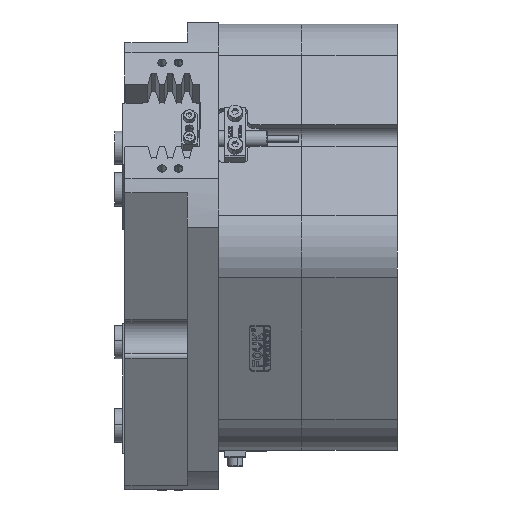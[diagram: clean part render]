
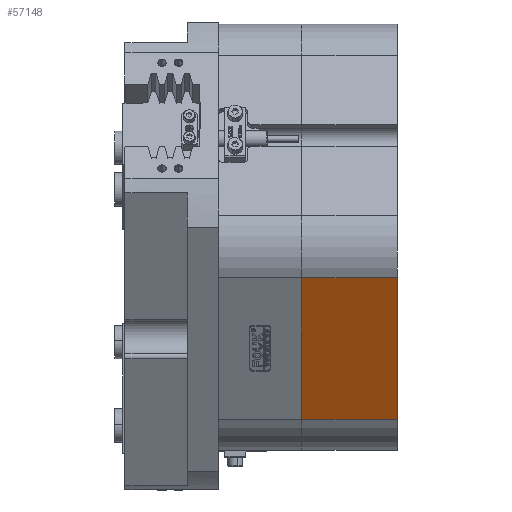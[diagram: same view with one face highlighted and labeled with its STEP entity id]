
A CAD part, left-side view. The second image highlights one B-rep face of the part: STEP entity #57148.
In plain terms, the highlighted face is planar.
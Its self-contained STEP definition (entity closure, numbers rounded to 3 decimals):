
#1818 = DIRECTION ( 'NONE',  ( 0.5, 0., -0.866 ) ) ;
#4649 = DIRECTION ( 'NONE',  ( 0., -1., 0. ) ) ;
#4770 = PLANE ( 'NONE',  #39223 ) ;
#5123 = CARTESIAN_POINT ( 'NONE',  ( 109.697, 0., 18. ) ) ;
#5371 = LINE ( 'NONE', #32228, #8969 ) ;
#5650 = CARTESIAN_POINT ( 'NONE',  ( 61.776, 0., 101. ) ) ;
#8598 = EDGE_CURVE ( 'NONE', #22336, #11978, #53437, .T. ) ;
#8969 = VECTOR ( 'NONE', #4649, 1000. ) ;
#9986 = VERTEX_POINT ( 'NONE', #31286 ) ;
#10625 = DIRECTION ( 'NONE',  ( 0., 1., 0. ) ) ;
#11919 = FACE_OUTER_BOUND ( 'NONE', #37932, .T. ) ;
#11978 = VERTEX_POINT ( 'NONE', #53804 ) ;
#14568 = VECTOR ( 'NONE', #43226, 1000. ) ;
#17424 = VECTOR ( 'NONE', #10625, 1000. ) ;
#19800 = VERTEX_POINT ( 'NONE', #5123 ) ;
#22336 = VERTEX_POINT ( 'NONE', #53155 ) ;
#23092 = DIRECTION ( 'NONE',  ( -0.5, 0., 0.866 ) ) ;
#23674 = EDGE_CURVE ( 'NONE', #19800, #11978, #28879, .T. ) ;
#24102 = CARTESIAN_POINT ( 'NONE',  ( 109.697, 46., 18. ) ) ;
#28879 = LINE ( 'NONE', #24102, #17424 ) ;
#31286 = CARTESIAN_POINT ( 'NONE',  ( 70.437, 0., 86. ) ) ;
#32228 = CARTESIAN_POINT ( 'NONE',  ( 70.437, 46., 86. ) ) ;
#32326 = ORIENTED_EDGE ( 'NONE', *, *, #23674, .T. ) ;
#32915 = ORIENTED_EDGE ( 'NONE', *, *, #51937, .T. ) ;
#37932 = EDGE_LOOP ( 'NONE', ( #38958, #32326, #49552, #32915 ) ) ;
#38958 = ORIENTED_EDGE ( 'NONE', *, *, #42971, .T. ) ;
#39223 = AXIS2_PLACEMENT_3D ( 'NONE', #59738, #51119, #23092 ) ;
#42971 = EDGE_CURVE ( 'NONE', #9986, #19800, #56370, .T. ) ;
#43226 = DIRECTION ( 'NONE',  ( 0.5, 0., -0.866 ) ) ;
#49552 = ORIENTED_EDGE ( 'NONE', *, *, #8598, .F. ) ;
#51119 = DIRECTION ( 'NONE',  ( -0.866, 0., -0.5 ) ) ;
#51937 = EDGE_CURVE ( 'NONE', #22336, #9986, #5371, .T. ) ;
#52052 = VECTOR ( 'NONE', #1818, 1000. ) ;
#52703 = CARTESIAN_POINT ( 'NONE',  ( 61.776, 46., 101. ) ) ;
#53155 = CARTESIAN_POINT ( 'NONE',  ( 70.437, 46., 86. ) ) ;
#53437 = LINE ( 'NONE', #52703, #14568 ) ;
#53804 = CARTESIAN_POINT ( 'NONE',  ( 109.697, 46., 18. ) ) ;
#56370 = LINE ( 'NONE', #5650, #52052 ) ;
#57148 = ADVANCED_FACE ( 'NONE', ( #11919 ), #4770, .F. ) ;
#59738 = CARTESIAN_POINT ( 'NONE',  ( 61.776, 46., 101. ) ) ;
